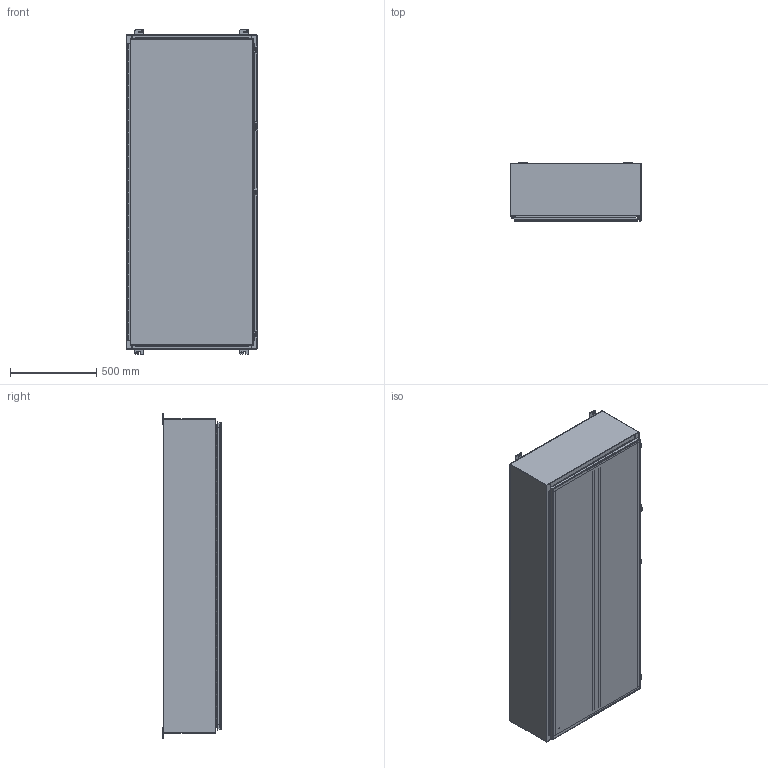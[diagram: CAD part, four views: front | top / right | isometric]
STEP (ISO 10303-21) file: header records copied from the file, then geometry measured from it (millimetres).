
FILE_DESCRIPTION (( 'STEP AP203' ), '1' );
FILE_NAME ('1418U12_Default.step', '2019-11-02T22:21:21', ( '' ), ( '' ), 'SwSTEP 2.0', 'SolidWorks 2019', '' );
FILE_SCHEMA (( 'CONFIG_CONTROL_DESIGN' ));
Length unit declared in the file: inch
Products named in the file (1): 1418U12_Default
Bounding box: 765.25 x 341.3 x 1885.95 mm (x, y, z)
Volume: 12811536.9 mm3; surface area: 13008993.9 mm2
Topology: 50 solids, 50 shells, 1846 faces, 4936 edges, 3231 vertices
Faces by surface type: plane 1008, cylinder 778, bspline 48, cone 12
Entity records: 58803 total; most frequent: CARTESIAN_POINT 11446, DIRECTION 10026, ORIENTED_EDGE 9872, EDGE_CURVE 4936, AXIS2_PLACEMENT_3D 3401, VERTEX_POINT 3231, LINE 3224, VECTOR 3224
